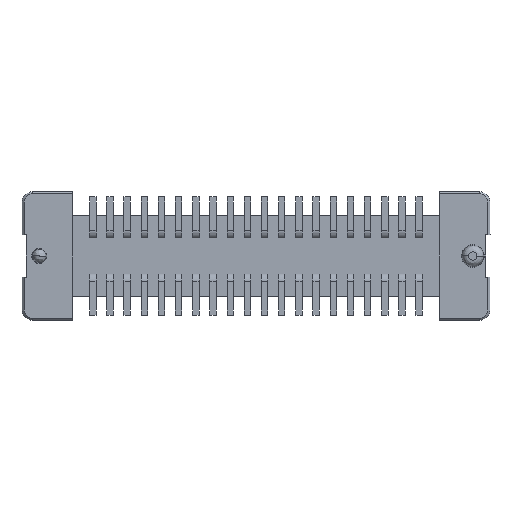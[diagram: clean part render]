
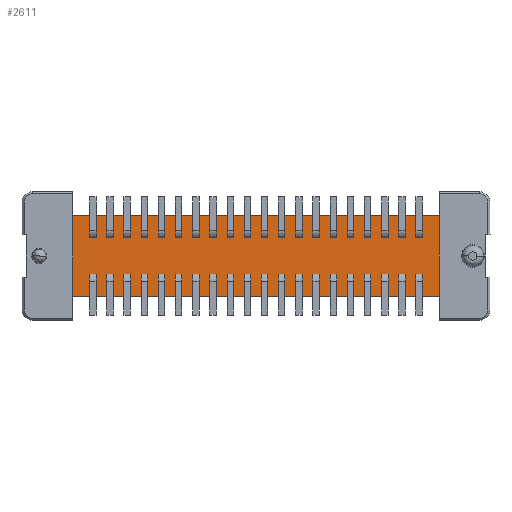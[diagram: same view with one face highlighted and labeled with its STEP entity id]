
A CAD part, front view. The second image highlights one B-rep face of the part: STEP entity #2611.
In plain terms, the highlighted planar face has unit normal (0, -1, 0).
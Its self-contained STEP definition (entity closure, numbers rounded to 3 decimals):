
#337=DIRECTION('',(1.,0.,0.));
#338=VECTOR('',#337,17.05);
#339=CARTESIAN_POINT('',(-8.525,0.13,1.875));
#340=LINE('1650',#339,#338);
#341=DIRECTION('',(-1.,0.,0.));
#342=VECTOR('',#341,17.05);
#343=CARTESIAN_POINT('',(8.525,0.13,-1.875));
#344=LINE('1643',#343,#342);
#345=DIRECTION('',(0.,0.,-1.));
#346=VECTOR('',#345,3.75);
#347=CARTESIAN_POINT('',(-8.525,0.13,1.875));
#348=LINE('1649',#347,#346);
#385=DIRECTION('',(0.,0.,1.));
#386=VECTOR('',#385,3.75);
#387=CARTESIAN_POINT('',(8.525,0.13,-1.875));
#388=LINE('1651',#387,#386);
#2006=CARTESIAN_POINT('',(8.525,0.13,-1.875));
#2007=CARTESIAN_POINT('',(-8.525,0.13,-1.875));
#2008=VERTEX_POINT('',#2006);
#2009=VERTEX_POINT('',#2007);
#2016=CARTESIAN_POINT('',(-8.525,0.13,1.875));
#2017=VERTEX_POINT('',#2016);
#2018=CARTESIAN_POINT('',(8.525,0.13,1.875));
#2019=VERTEX_POINT('',#2018);
#2597=CARTESIAN_POINT('',(7.4,0.13,-1.875));
#2598=DIRECTION('',(0.,1.,0.));
#2599=DIRECTION('',(1.,0.,0.));
#2600=AXIS2_PLACEMENT_3D('',#2597,#2598,#2599);
#2601=PLANE('2059',#2600);
#2603=ORIENTED_EDGE('1649',*,*,#2602,.F.);
#2604=ORIENTED_EDGE('1650',*,*,#2465,.T.);
#2606=ORIENTED_EDGE('1651',*,*,#2605,.F.);
#2608=ORIENTED_EDGE('1643',*,*,#2607,.T.);
#2609=EDGE_LOOP('2059',(#2603,#2604,#2606,#2608));
#2610=FACE_OUTER_BOUND('2059',#2609,.F.);
#2465=EDGE_CURVE('1650',#2017,#2019,#340,.T.);
#2602=EDGE_CURVE('1649',#2017,#2009,#348,.T.);
#2605=EDGE_CURVE('1651',#2008,#2019,#388,.T.);
#2607=EDGE_CURVE('1643',#2008,#2009,#344,.T.);
#2611=ADVANCED_FACE('2059',(#2610),#2601,.F.);
